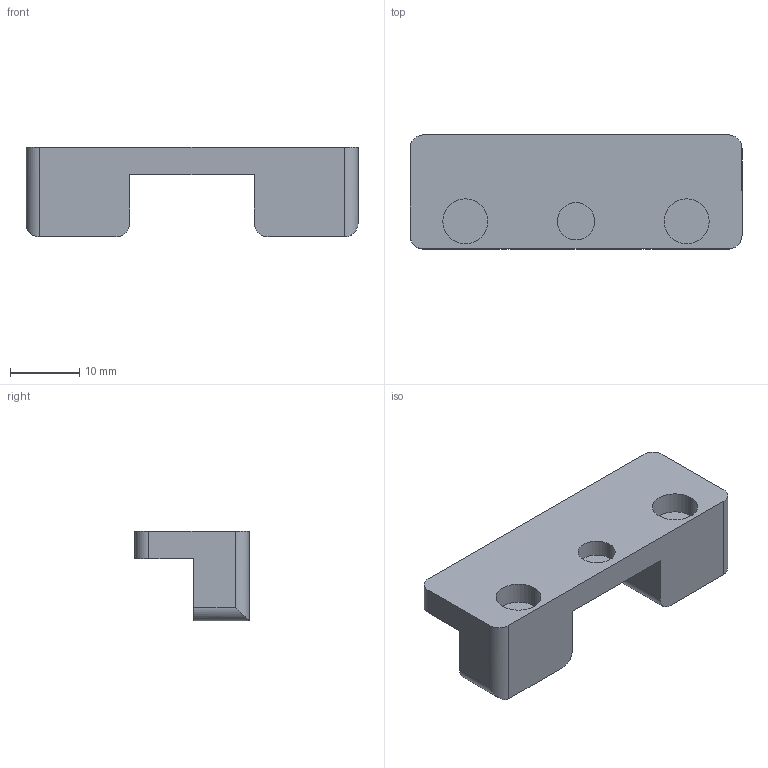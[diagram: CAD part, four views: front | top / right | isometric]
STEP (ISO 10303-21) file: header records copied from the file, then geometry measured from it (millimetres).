
FILE_DESCRIPTION (( 'STEP AP203' ), '1' );
FILE_NAME ('Door-Hinge-Plate.STEP', '2021-10-21T13:57:06', ( '' ), ( '' ), 'SwSTEP 2.0', 'SolidWorks 2019', '' );
FILE_SCHEMA (( 'CONFIG_CONTROL_DESIGN' ));
Length unit declared in the file: millimetre
Products named in the file (1): Door-Hinge-Plate
Bounding box: 48 x 16.5 x 13 mm (x, y, z)
Volume: 4992.6 mm3; surface area: 3045.9 mm2
Topology: 1 solids, 1 shells, 32 faces, 76 edges, 50 vertices
Faces by surface type: cylinder 16, plane 16
Entity records: 1009 total; most frequent: DIRECTION 168, CARTESIAN_POINT 165, ORIENTED_EDGE 152, EDGE_CURVE 76, AXIS2_PLACEMENT_3D 61, VERTEX_POINT 50, LINE 46, VECTOR 46
